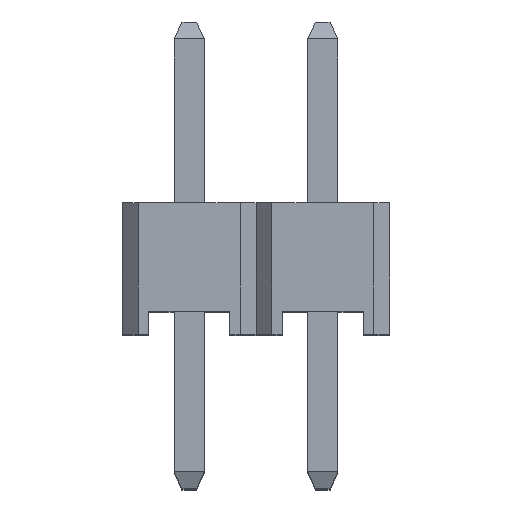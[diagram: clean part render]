
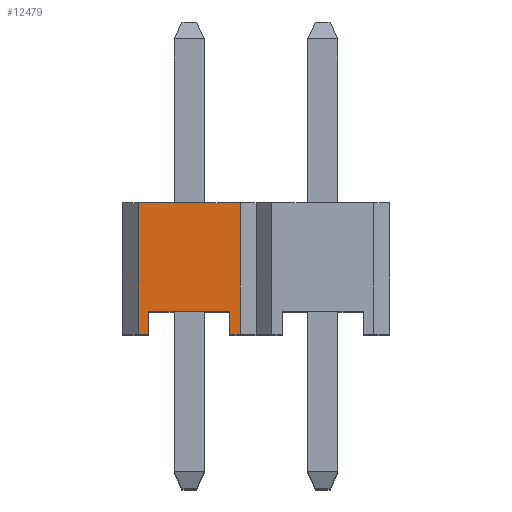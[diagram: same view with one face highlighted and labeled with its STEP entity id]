
A CAD part, top view. The second image highlights one B-rep face of the part: STEP entity #12479.
In plain terms, the highlighted planar face has unit normal (0, 0, 1).
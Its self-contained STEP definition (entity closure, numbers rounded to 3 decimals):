
#43 = DIRECTION ( 'NONE',  ( 1., 0., 0. ) ) ;
#251 = DIRECTION ( 'NONE',  ( 0., 0., -1. ) ) ;
#627 = ORIENTED_EDGE ( 'NONE', *, *, #11320, .F. ) ;
#661 = ORIENTED_EDGE ( 'NONE', *, *, #9830, .T. ) ;
#942 = CARTESIAN_POINT ( 'NONE',  ( 0.3, 0., 12.7 ) ) ;
#1169 = CARTESIAN_POINT ( 'NONE',  ( 0.3, 2.5, 12.7 ) ) ;
#1691 = EDGE_LOOP ( 'NONE', ( #3934, #11793, #661, #5289, #627, #16166, #6487, #8077 ) ) ;
#1705 = LINE ( 'NONE', #8636, #13742 ) ;
#1937 = VECTOR ( 'NONE', #43, 1000. ) ;
#2172 = LINE ( 'NONE', #10349, #13612 ) ;
#2209 = DIRECTION ( 'NONE',  ( 0., -1., 0. ) ) ;
#3555 = EDGE_CURVE ( 'NONE', #7485, #13035, #16621, .T. ) ;
#3726 = EDGE_CURVE ( 'NONE', #4366, #5948, #2172, .T. ) ;
#3934 = ORIENTED_EDGE ( 'NONE', *, *, #3555, .F. ) ;
#3937 = DIRECTION ( 'NONE',  ( -1., 0., 0. ) ) ;
#4366 = VERTEX_POINT ( 'NONE', #942 ) ;
#5249 = AXIS2_PLACEMENT_3D ( 'NONE', #12846, #251, #3937 ) ;
#5289 = ORIENTED_EDGE ( 'NONE', *, *, #7750, .F. ) ;
#5297 = CARTESIAN_POINT ( 'NONE',  ( 0.3, 0., 12.7 ) ) ;
#5355 = VECTOR ( 'NONE', #12594, 1000. ) ;
#5443 = CARTESIAN_POINT ( 'NONE',  ( 2.24, 2.5, 12.7 ) ) ;
#5917 = DIRECTION ( 'NONE',  ( 0., -1., 0. ) ) ;
#5942 = EDGE_CURVE ( 'NONE', #7485, #7411, #11306, .T. ) ;
#5944 = LINE ( 'NONE', #5443, #15775 ) ;
#5948 = VERTEX_POINT ( 'NONE', #13780 ) ;
#6487 = ORIENTED_EDGE ( 'NONE', *, *, #3726, .T. ) ;
#6988 = VECTOR ( 'NONE', #13916, 1000. ) ;
#7411 = VERTEX_POINT ( 'NONE', #9739 ) ;
#7485 = VERTEX_POINT ( 'NONE', #16467 ) ;
#7750 = EDGE_CURVE ( 'NONE', #12308, #9984, #5944, .T. ) ;
#8077 = ORIENTED_EDGE ( 'NONE', *, *, #10587, .F. ) ;
#8107 = FACE_OUTER_BOUND ( 'NONE', #1691, .T. ) ;
#8146 = CARTESIAN_POINT ( 'NONE',  ( 0.5, 0.44, 12.7 ) ) ;
#8449 = CARTESIAN_POINT ( 'NONE',  ( 2.04, 0.44, 12.7 ) ) ;
#8636 = CARTESIAN_POINT ( 'NONE',  ( 0.5, 0.44, 12.7 ) ) ;
#8786 = LINE ( 'NONE', #1169, #12452 ) ;
#8789 = LINE ( 'NONE', #11231, #5355 ) ;
#9338 = DIRECTION ( 'NONE',  ( 0., -1., 0. ) ) ;
#9739 = CARTESIAN_POINT ( 'NONE',  ( 2.04, 0., 12.7 ) ) ;
#9830 = EDGE_CURVE ( 'NONE', #7411, #9984, #11775, .T. ) ;
#9984 = VERTEX_POINT ( 'NONE', #14464 ) ;
#10349 = CARTESIAN_POINT ( 'NONE',  ( 0.3, 0., 12.7 ) ) ;
#10445 = DIRECTION ( 'NONE',  ( 1., 0., 0. ) ) ;
#10587 = EDGE_CURVE ( 'NONE', #13035, #5948, #1705, .T. ) ;
#11231 = CARTESIAN_POINT ( 'NONE',  ( 0.3, 2.5, 12.7 ) ) ;
#11306 = LINE ( 'NONE', #8449, #12528 ) ;
#11320 = EDGE_CURVE ( 'NONE', #12426, #12308, #8786, .T. ) ;
#11505 = CARTESIAN_POINT ( 'NONE',  ( 0.5, 0.44, 12.7 ) ) ;
#11612 = PLANE ( 'NONE',  #5249 ) ;
#11667 = CARTESIAN_POINT ( 'NONE',  ( 0.3, 2.5, 12.7 ) ) ;
#11773 = DIRECTION ( 'NONE',  ( 1., 0., 0. ) ) ;
#11775 = LINE ( 'NONE', #5297, #1937 ) ;
#11793 = ORIENTED_EDGE ( 'NONE', *, *, #5942, .T. ) ;
#12308 = VERTEX_POINT ( 'NONE', #13802 ) ;
#12426 = VERTEX_POINT ( 'NONE', #11667 ) ;
#12452 = VECTOR ( 'NONE', #10445, 1000. ) ;
#12479 = ADVANCED_FACE ( 'NONE', ( #8107 ), #11612, .F. ) ;
#12528 = VECTOR ( 'NONE', #5917, 1000. ) ;
#12594 = DIRECTION ( 'NONE',  ( 0., -1., 0. ) ) ;
#12846 = CARTESIAN_POINT ( 'NONE',  ( 0.3, 2.5, 12.7 ) ) ;
#13035 = VERTEX_POINT ( 'NONE', #8146 ) ;
#13612 = VECTOR ( 'NONE', #11773, 1000. ) ;
#13742 = VECTOR ( 'NONE', #2209, 1000. ) ;
#13780 = CARTESIAN_POINT ( 'NONE',  ( 0.5, 0., 12.7 ) ) ;
#13802 = CARTESIAN_POINT ( 'NONE',  ( 2.24, 2.5, 12.7 ) ) ;
#13916 = DIRECTION ( 'NONE',  ( -1., 0., 0. ) ) ;
#14435 = EDGE_CURVE ( 'NONE', #12426, #4366, #8789, .T. ) ;
#14464 = CARTESIAN_POINT ( 'NONE',  ( 2.24, 0., 12.7 ) ) ;
#15775 = VECTOR ( 'NONE', #9338, 1000. ) ;
#16166 = ORIENTED_EDGE ( 'NONE', *, *, #14435, .T. ) ;
#16467 = CARTESIAN_POINT ( 'NONE',  ( 2.04, 0.44, 12.7 ) ) ;
#16621 = LINE ( 'NONE', #11505, #6988 ) ;
